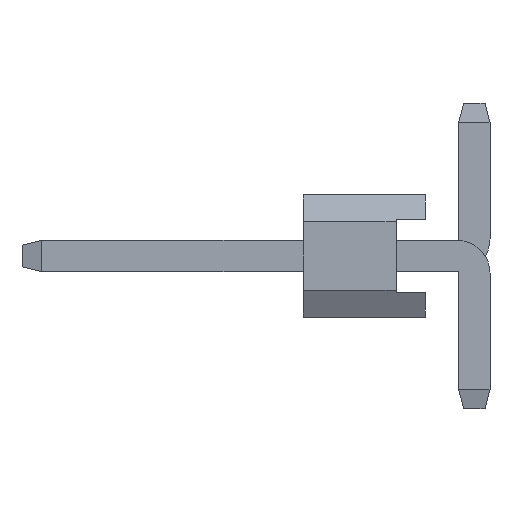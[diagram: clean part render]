
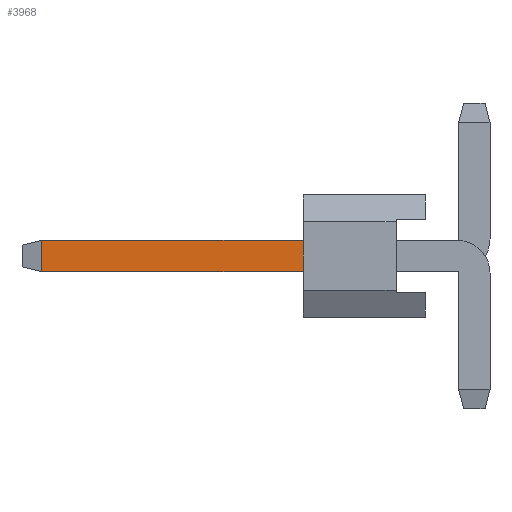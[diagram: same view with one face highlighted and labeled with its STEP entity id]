
A CAD part, left-side view. The second image highlights one B-rep face of the part: STEP entity #3968.
In plain terms, the highlighted planar face has unit normal (-1, 0, 0).
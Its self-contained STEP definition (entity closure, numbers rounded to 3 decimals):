
#598=DIRECTION('',(0.,0.,1.));
#599=VECTOR('',#598,0.64);
#600=CARTESIAN_POINT('',(-5.4,2.5,-0.32));
#601=LINE('',#600,#599);
#1195=DIRECTION('',(0.,0.,1.));
#1196=VECTOR('',#1195,0.64);
#1197=CARTESIAN_POINT('',(-5.4,7.85,-0.32));
#1198=LINE('',#1197,#1196);
#1199=DIRECTION('',(0.,-1.,0.));
#1200=VECTOR('',#1199,5.35);
#1201=CARTESIAN_POINT('',(-5.4,7.85,0.32));
#1202=LINE('',#1201,#1200);
#1228=DIRECTION('',(0.,-1.,0.));
#1229=VECTOR('',#1228,5.35);
#1230=CARTESIAN_POINT('',(-5.4,7.85,-0.32));
#1231=LINE('',#1230,#1229);
#2070=CARTESIAN_POINT('',(-5.4,7.85,0.32));
#2072=VERTEX_POINT('',#2070);
#2074=CARTESIAN_POINT('',(-5.4,7.85,-0.32));
#2076=VERTEX_POINT('',#2074);
#2111=CARTESIAN_POINT('',(-5.4,2.5,0.32));
#2113=VERTEX_POINT('',#2111);
#2114=CARTESIAN_POINT('',(-5.4,2.5,-0.32));
#2115=VERTEX_POINT('',#2114);
#3956=CARTESIAN_POINT('',(-5.4,8.25,0.32));
#3957=DIRECTION('',(-1.,0.,0.));
#3958=DIRECTION('',(0.,0.,-1.));
#3959=AXIS2_PLACEMENT_3D('',#3956,#3957,#3958);
#3960=PLANE('',#3959);
#3961=ORIENTED_EDGE('',*,*,#3947,.T.);
#3962=ORIENTED_EDGE('',*,*,#3871,.T.);
#3963=ORIENTED_EDGE('',*,*,#2778,.F.);
#3965=ORIENTED_EDGE('',*,*,#3964,.F.);
#3966=EDGE_LOOP('',(#3961,#3962,#3963,#3965));
#3967=FACE_OUTER_BOUND('',#3966,.F.);
#2778=EDGE_CURVE('',#2115,#2113,#601,.T.);
#3871=EDGE_CURVE('',#2072,#2113,#1202,.T.);
#3947=EDGE_CURVE('',#2076,#2072,#1198,.T.);
#3964=EDGE_CURVE('',#2076,#2115,#1231,.T.);
#3968=ADVANCED_FACE('',(#3967),#3960,.T.);
